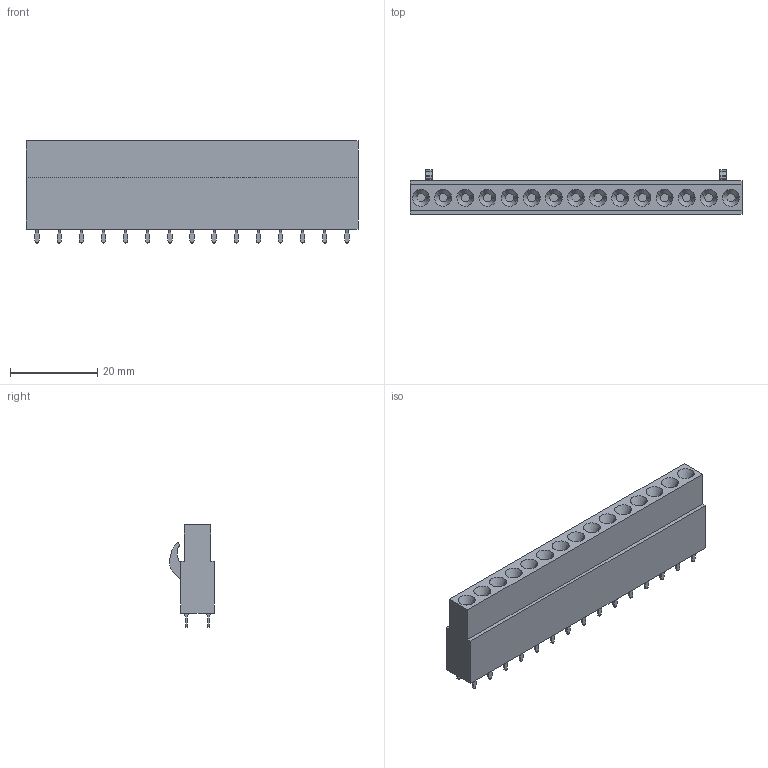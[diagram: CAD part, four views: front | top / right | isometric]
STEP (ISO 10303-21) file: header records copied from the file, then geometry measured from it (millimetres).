
FILE_DESCRIPTION(('CATIA V5 STEP Exchange','CAx-IF Rec.Pracs.--- Model Styling and Organization---1.2---2011-12-15'),'2;1');
FILE_NAME ('D1454282_0', '2018-09-01T02:50:46+00:00', ('none'), ('Weidmueller'), 'CATIA Version 5-6 Release 2014', 'CATIA V5 STEP AP214', 'none');
FILE_SCHEMA(('AUTOMOTIVE_DESIGN { 1 0 10303 214 1 1 1 1 }'));
Length unit declared in the file: millimetre
Products named in the file (1): 1648920000
Bounding box: 76.2 x 10.28 x 23.45 mm (x, y, z)
Volume: 10708.6 mm3; surface area: 5159.7 mm2
Topology: 31 solids, 31 shells, 751 faces, 1746 edges, 1104 vertices
Faces by surface type: plane 617, cylinder 104, cone 30
Entity records: 19384 total; most frequent: ORIENTED_EDGE 3492, CARTESIAN_POINT 3347, DIRECTION 2738, EDGE_CURVE 1746, VECTOR 1478, LINE 1478, VERTEX_POINT 1104, EDGE_LOOP 798
